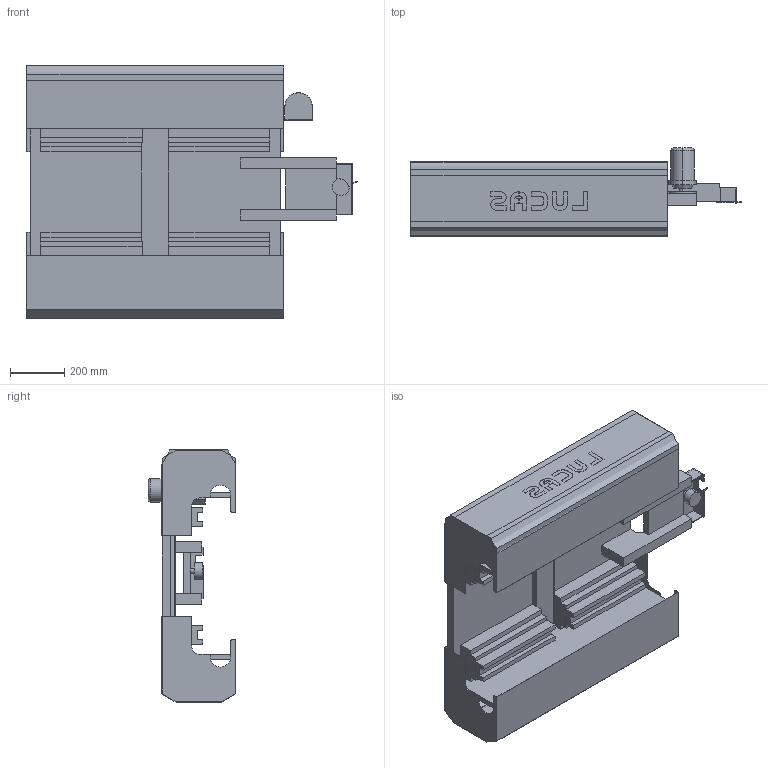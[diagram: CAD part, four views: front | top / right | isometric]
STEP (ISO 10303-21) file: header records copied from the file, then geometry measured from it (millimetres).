
FILE_DESCRIPTION (( 'STEP AP203' ), '1' );
FILE_NAME ('MirrorChariot_Default_sldprt.STEP', '2023-04-26T21:19:11', ( '' ), ( '' ), 'SwSTEP 2.0', 'SolidWorks 2022', '' );
FILE_SCHEMA (( 'CONFIG_CONTROL_DESIGN' ));
Length unit declared in the file: millimetre
Products named in the file (1): MirrorChariot_Default_sldprt
Bounding box: 1215.32 x 323 x 927.5 mm (x, y, z)
Volume: 52646985.2 mm3; surface area: 6028699.4 mm2
Topology: 1 solids, 1 shells, 461 faces, 1310 edges, 862 vertices
Faces by surface type: plane 358, cylinder 99, torus 2, cone 2
Entity records: 14916 total; most frequent: CARTESIAN_POINT 2634, ORIENTED_EDGE 2620, DIRECTION 2441, EDGE_CURVE 1310, LINE 1103, VECTOR 1103, VERTEX_POINT 862, AXIS2_PLACEMENT_3D 669
